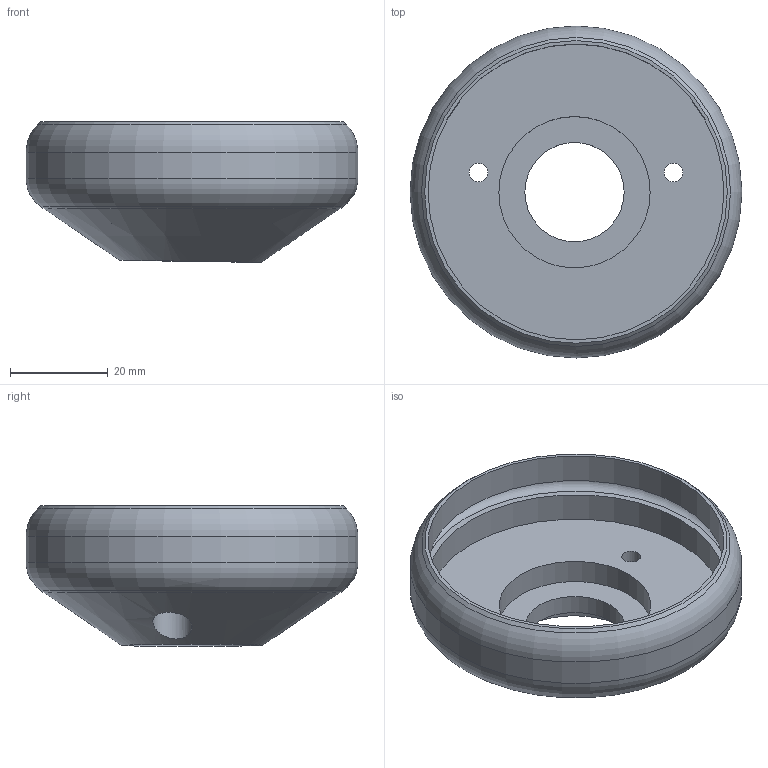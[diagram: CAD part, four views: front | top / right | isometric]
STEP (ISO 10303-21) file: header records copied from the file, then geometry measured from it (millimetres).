
FILE_DESCRIPTION(/* description */ (''),/* implementation_level */ '2;1');
FILE_NAME(/* name */ 'Housing3.step',/* time_stamp */ '2024-08-08T10:33:14-04:00',/* author */ (''),/* organization */ (''),/* preprocessor_version */ 'ST-DEVELOPER v20',/* originating_system */ 'Autodesk Translation Framework v13.14.0.145',/* authorisation */ '');
FILE_SCHEMA (('AUTOMOTIVE_DESIGN { 1 0 10303 214 3 1 1 }'));
Length unit declared in the file: millimetre
Products named in the file (1): Housing3
Bounding box: 68 x 68 x 28.83 mm (x, y, z)
Volume: 24185.3 mm3; surface area: 15230.4 mm2
Topology: 1 solids, 1 shells, 34 faces, 69 edges, 45 vertices
Faces by surface type: plane 16, cylinder 11, torus 4, cone 3
Full cylindrical faces by diameter (mm): 3.817 x2, 8 x2, 20.334 x1, 29 x1, 31 x1, 60.6 x2, 68 x1
Entity records: 1057 total; most frequent: CARTESIAN_POINT 278, DIRECTION 162, ORIENTED_EDGE 138, AXIS2_PLACEMENT_3D 70, EDGE_CURVE 69, EDGE_LOOP 48, VERTEX_POINT 45, CIRCLE 35
